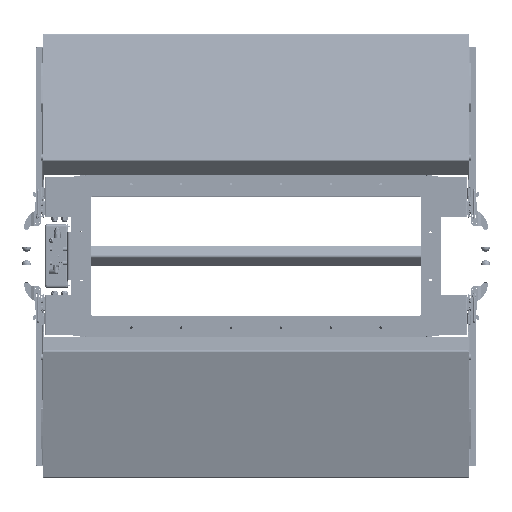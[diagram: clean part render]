
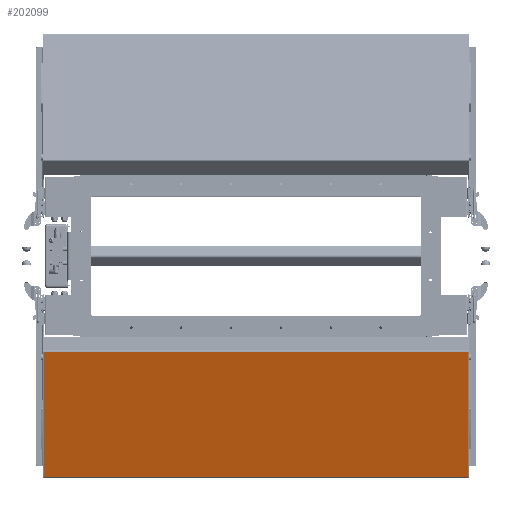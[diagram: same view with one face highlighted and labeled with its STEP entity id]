
A CAD part, top view. The second image highlights one B-rep face of the part: STEP entity #202099.
In plain terms, the highlighted planar face has unit normal (0, -0.289, 0.957).
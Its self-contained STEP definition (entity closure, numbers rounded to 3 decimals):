
#18979=PLANE('',#215358);
#26687=FACE_OUTER_BOUND('',#38682,.T.);
#38682=EDGE_LOOP('',(#139550,#139551,#139552,#139553));
#52634=LINE('',#304779,#68424);
#52635=LINE('',#304781,#68425);
#52636=LINE('',#304783,#68426);
#52637=LINE('',#304784,#68427);
#68424=VECTOR('',#241664,10.);
#68425=VECTOR('',#241665,10.);
#68426=VECTOR('',#241666,10.);
#68427=VECTOR('',#241667,10.);
#86516=VERTEX_POINT('',#304777);
#86517=VERTEX_POINT('',#304778);
#86518=VERTEX_POINT('',#304780);
#86519=VERTEX_POINT('',#304782);
#106643=EDGE_CURVE('',#86516,#86517,#52634,.T.);
#106644=EDGE_CURVE('',#86518,#86516,#52635,.T.);
#106645=EDGE_CURVE('',#86518,#86519,#52636,.T.);
#106646=EDGE_CURVE('',#86519,#86517,#52637,.T.);
#139550=ORIENTED_EDGE('',*,*,#106643,.F.);
#139551=ORIENTED_EDGE('',*,*,#106644,.F.);
#139552=ORIENTED_EDGE('',*,*,#106645,.T.);
#139553=ORIENTED_EDGE('',*,*,#106646,.T.);
#202099=ADVANCED_FACE('',(#26687),#18979,.T.);
#215358=AXIS2_PLACEMENT_3D('',#304776,#241662,#241663);
#241662=DIRECTION('center_axis',(0.,-0.289,
0.957));
#241663=DIRECTION('ref_axis',(-1.,0.,0.));
#241664=DIRECTION('',(-1.,0.,0.));
#241665=DIRECTION('',(0.,-0.957,-0.289));
#241666=DIRECTION('',(-1.,0.,0.));
#241667=DIRECTION('',(0.,-0.957,-0.289));
#304776=CARTESIAN_POINT('Origin',(0.,-551.653,
-12.751));
#304777=CARTESIAN_POINT('',(532.5,-553.7,-13.368));
#304778=CARTESIAN_POINT('',(-532.5,-553.7,-13.368));
#304779=CARTESIAN_POINT('',(0.,-553.7,-13.368));
#304780=CARTESIAN_POINT('',(532.5,-241.396,80.775));
#304781=CARTESIAN_POINT('',(532.5,-166.612,103.318));
#304782=CARTESIAN_POINT('',(-532.5,-241.396,80.775));
#304783=CARTESIAN_POINT('',(0.,-241.396,80.775));
#304784=CARTESIAN_POINT('',(-532.5,-166.612,103.318));
